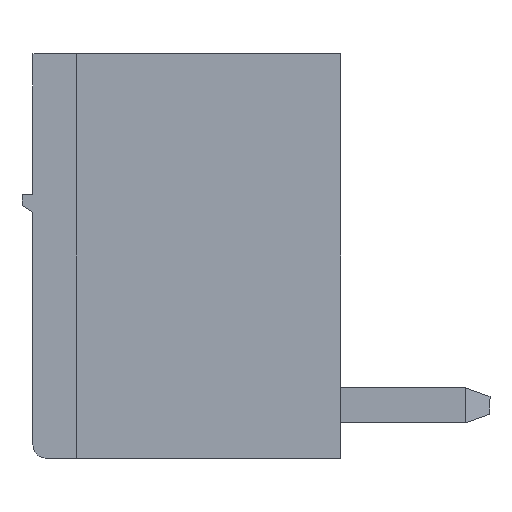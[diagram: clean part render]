
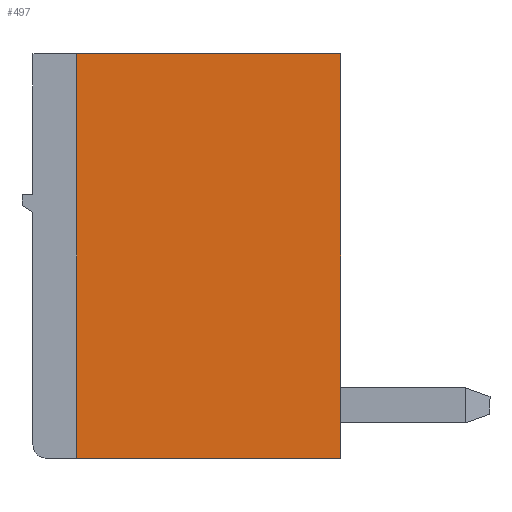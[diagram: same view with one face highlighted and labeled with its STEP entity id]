
A CAD part, left-side view. The second image highlights one B-rep face of the part: STEP entity #497.
In plain terms, the highlighted planar face has unit normal (-1, 0, 0).
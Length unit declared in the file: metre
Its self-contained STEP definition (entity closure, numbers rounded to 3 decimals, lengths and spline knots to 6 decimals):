
#497=ADVANCED_FACE('',(#1414),#1415,.F.);
#1414=FACE_OUTER_BOUND('',#2722,.T.);
#1415=PLANE('',#2723);
#2722=EDGE_LOOP('',(#4341,#4342,#4343,#4344));
#2723=AXIS2_PLACEMENT_3D('',#4345,#4346,#4347);
#4341=ORIENTED_EDGE('',*,*,#7794,.F.);
#4342=ORIENTED_EDGE('',*,*,#7523,.F.);
#4343=ORIENTED_EDGE('',*,*,#7856,.T.);
#4344=ORIENTED_EDGE('',*,*,#7857,.T.);
#4345=CARTESIAN_POINT('',(-1.091827,0.00386,0.000933));
#4346=DIRECTION('',(1.0,0.,0.));
#4347=DIRECTION('',(0.,-1.0,0.));
#7523=EDGE_CURVE('',#8939,#8927,#8941,.T.);
#7794=EDGE_CURVE('',#8927,#9382,#9457,.T.);
#7856=EDGE_CURVE('',#8939,#9550,#9551,.T.);
#7857=EDGE_CURVE('',#9550,#9382,#9552,.T.);
#8927=VERTEX_POINT('',#10997);
#8939=VERTEX_POINT('',#11015);
#8941=LINE('',#11018,#11019);
#9382=VERTEX_POINT('',#11625);
#9457=LINE('',#11734,#11735);
#9550=VERTEX_POINT('',#11860);
#9551=LINE('',#11861,#11862);
#9552=LINE('',#11863,#11864);
#10997=CARTESIAN_POINT('',(-1.091827,0.00386,0.000933));
#11015=CARTESIAN_POINT('',(-1.091827,0.00986,0.000933));
#11018=CARTESIAN_POINT('',(-1.091827,0.00386,0.000933));
#11019=VECTOR('',#13965,1.0);
#11625=CARTESIAN_POINT('',(-1.091827,0.00386,-0.008267));
#11734=CARTESIAN_POINT('',(-1.091827,0.00386,0.000933));
#11735=VECTOR('',#14333,1.0);
#11860=CARTESIAN_POINT('',(-1.091827,0.00986,-0.008267));
#11861=CARTESIAN_POINT('',(-1.091827,0.00986,0.000933));
#11862=VECTOR('',#14402,1.0);
#11863=CARTESIAN_POINT('',(-1.091827,0.00386,-0.008267));
#11864=VECTOR('',#14403,1.0);
#13965=DIRECTION('',(0.,-1.0,0.));
#14333=DIRECTION('',(0.,0.,-1.0));
#14402=DIRECTION('',(0.,0.,-1.0));
#14403=DIRECTION('',(0.,-1.0,0.));
